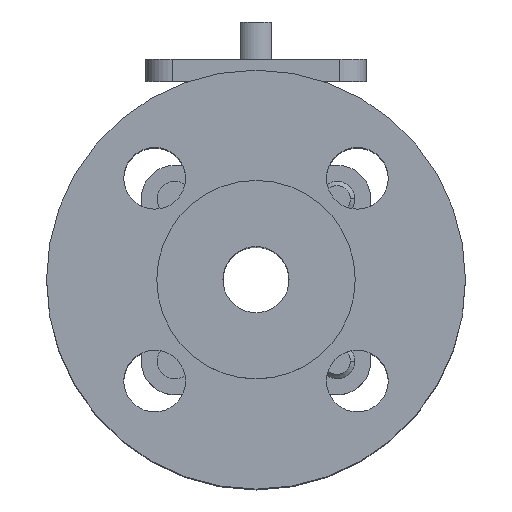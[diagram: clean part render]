
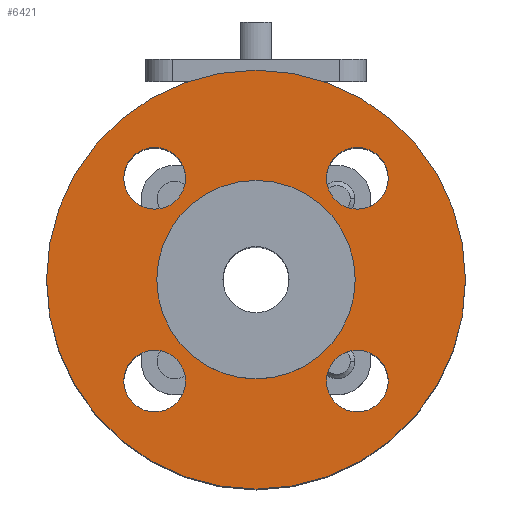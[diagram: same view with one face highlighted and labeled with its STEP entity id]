
A CAD part, top view. The second image highlights one B-rep face of the part: STEP entity #6421.
In plain terms, the highlighted planar face has unit normal (0, 0, 1).
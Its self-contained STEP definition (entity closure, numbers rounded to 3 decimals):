
#44 = CIRCLE ( 'NONE', #2038, 7. ) ;
#68 = AXIS2_PLACEMENT_3D ( 'NONE', #11283, #4664, #12395 ) ;
#168 = AXIS2_PLACEMENT_3D ( 'NONE', #10711, #4121, #11845 ) ;
#333 = FACE_OUTER_BOUND ( 'NONE', #11743, .T. ) ;
#439 = DIRECTION ( 'NONE',  ( 1., 0., 0. ) ) ;
#662 = FACE_BOUND ( 'NONE', #8115, .T. ) ;
#874 = CARTESIAN_POINT ( 'NONE',  ( 15.981, 22.981, 47. ) ) ;
#1013 = FACE_BOUND ( 'NONE', #12785, .T. ) ;
#1217 = ORIENTED_EDGE ( 'NONE', *, *, #7941, .F. ) ;
#1361 = CARTESIAN_POINT ( 'NONE',  ( 22.5, 0., 47. ) ) ;
#1500 = EDGE_CURVE ( 'NONE', #13048, #6029, #10084, .T. ) ;
#1506 = CARTESIAN_POINT ( 'NONE',  ( 29.981, -22.981, 47. ) ) ;
#1534 = EDGE_CURVE ( 'NONE', #4508, #12812, #3846, .T. ) ;
#1754 = CARTESIAN_POINT ( 'NONE',  ( 22.981, -22.981, 47. ) ) ;
#1986 = ORIENTED_EDGE ( 'NONE', *, *, #1500, .F. ) ;
#2030 = CIRCLE ( 'NONE', #68, 7. ) ;
#2033 = DIRECTION ( 'NONE',  ( 0., 0., 1. ) ) ;
#2038 = AXIS2_PLACEMENT_3D ( 'NONE', #10655, #4058, #11770 ) ;
#2058 = CIRCLE ( 'NONE', #11073, 47.5 ) ;
#2865 = DIRECTION ( 'NONE',  ( 1., 0., 0. ) ) ;
#2909 = ORIENTED_EDGE ( 'NONE', *, *, #8361, .F. ) ;
#3016 = DIRECTION ( 'NONE',  ( 0., 0., -1. ) ) ;
#3096 = CARTESIAN_POINT ( 'NONE',  ( -15.981, -22.981, 47. ) ) ;
#3097 = EDGE_CURVE ( 'NONE', #5784, #3486, #7301, .T. ) ;
#3271 = FACE_BOUND ( 'NONE', #4811, .T. ) ;
#3400 = DIRECTION ( 'NONE',  ( 0., 0., -1. ) ) ;
#3486 = VERTEX_POINT ( 'NONE', #3606 ) ;
#3500 = AXIS2_PLACEMENT_3D ( 'NONE', #10010, #3400, #11130 ) ;
#3606 = CARTESIAN_POINT ( 'NONE',  ( -29.981, -22.981, 47. ) ) ;
#3749 = AXIS2_PLACEMENT_3D ( 'NONE', #12531, #5893, #13659 ) ;
#3840 = CARTESIAN_POINT ( 'NONE',  ( -15.981, 22.981, 47. ) ) ;
#3846 = CIRCLE ( 'NONE', #9381, 7. ) ;
#3925 = EDGE_CURVE ( 'NONE', #6778, #6478, #5174, .T. ) ;
#3970 = CARTESIAN_POINT ( 'NONE',  ( -22.5, 0., 47. ) ) ;
#4058 = DIRECTION ( 'NONE',  ( 0., 0., 1. ) ) ;
#4121 = DIRECTION ( 'NONE',  ( 0., 0., -1. ) ) ;
#4293 = CIRCLE ( 'NONE', #13218, 7. ) ;
#4341 = EDGE_LOOP ( 'NONE', ( #11599, #8723 ) ) ;
#4508 = VERTEX_POINT ( 'NONE', #1506 ) ;
#4664 = DIRECTION ( 'NONE',  ( 0., 0., 1. ) ) ;
#4811 = EDGE_LOOP ( 'NONE', ( #9040, #6410 ) ) ;
#4975 = CARTESIAN_POINT ( 'NONE',  ( 0., 22.5, 47. ) ) ;
#5174 = CIRCLE ( 'NONE', #3749, 22.5 ) ;
#5208 = EDGE_CURVE ( 'NONE', #12812, #4508, #10862, .T. ) ;
#5280 = EDGE_CURVE ( 'NONE', #5698, #7693, #2058, .T. ) ;
#5698 = VERTEX_POINT ( 'NONE', #11697 ) ;
#5752 = EDGE_CURVE ( 'NONE', #6478, #6778, #8976, .T. ) ;
#5784 = VERTEX_POINT ( 'NONE', #3096 ) ;
#5893 = DIRECTION ( 'NONE',  ( 0., 0., -1. ) ) ;
#6014 = CARTESIAN_POINT ( 'NONE',  ( -22.981, -22.981, 47. ) ) ;
#6029 = VERTEX_POINT ( 'NONE', #13402 ) ;
#6084 = DIRECTION ( 'NONE',  ( 1., 0., 0. ) ) ;
#6327 = CIRCLE ( 'NONE', #3500, 47.5 ) ;
#6349 = CARTESIAN_POINT ( 'NONE',  ( 47.5, 0., 47. ) ) ;
#6410 = ORIENTED_EDGE ( 'NONE', *, *, #7419, .F. ) ;
#6412 = AXIS2_PLACEMENT_3D ( 'NONE', #8662, #2033, #9758 ) ;
#6421 = ADVANCED_FACE ( 'NONE', ( #3271, #662, #1013, #12429, #12081, #333 ), #9392, .T. ) ;
#6478 = VERTEX_POINT ( 'NONE', #3970 ) ;
#6541 = AXIS2_PLACEMENT_3D ( 'NONE', #4975, #12724, #6084 ) ;
#6557 = CARTESIAN_POINT ( 'NONE',  ( 22.981, -22.981, 47. ) ) ;
#6778 = VERTEX_POINT ( 'NONE', #1361 ) ;
#7068 = DIRECTION ( 'NONE',  ( 0., 0., 1. ) ) ;
#7152 = DIRECTION ( 'NONE',  ( 1., 0., 0. ) ) ;
#7301 = CIRCLE ( 'NONE', #11250, 7. ) ;
#7419 = EDGE_CURVE ( 'NONE', #3486, #5784, #4293, .T. ) ;
#7608 = AXIS2_PLACEMENT_3D ( 'NONE', #13696, #7068, #439 ) ;
#7685 = DIRECTION ( 'NONE',  ( 1., 0., 0. ) ) ;
#7693 = VERTEX_POINT ( 'NONE', #6349 ) ;
#7941 = EDGE_CURVE ( 'NONE', #6029, #13048, #2030, .T. ) ;
#8115 = EDGE_LOOP ( 'NONE', ( #12163, #12385 ) ) ;
#8361 = EDGE_CURVE ( 'NONE', #7693, #5698, #6327, .T. ) ;
#8662 = CARTESIAN_POINT ( 'NONE',  ( -22.981, 22.981, 47. ) ) ;
#8723 = ORIENTED_EDGE ( 'NONE', *, *, #3925, .T. ) ;
#8801 = CARTESIAN_POINT ( 'NONE',  ( 29.981, 22.981, 47. ) ) ;
#8867 = AXIS2_PLACEMENT_3D ( 'NONE', #1754, #9494, #2865 ) ;
#8888 = VERTEX_POINT ( 'NONE', #8801 ) ;
#8976 = CIRCLE ( 'NONE', #168, 22.5 ) ;
#9040 = ORIENTED_EDGE ( 'NONE', *, *, #3097, .F. ) ;
#9381 = AXIS2_PLACEMENT_3D ( 'NONE', #6557, #14349, #7685 ) ;
#9392 = PLANE ( 'NONE',  #6541 ) ;
#9494 = DIRECTION ( 'NONE',  ( 0., 0., 1. ) ) ;
#9624 = ORIENTED_EDGE ( 'NONE', *, *, #12633, .F. ) ;
#9640 = CARTESIAN_POINT ( 'NONE',  ( 0., 0., 47. ) ) ;
#9659 = CARTESIAN_POINT ( 'NONE',  ( 15.981, -22.981, 47. ) ) ;
#9735 = DIRECTION ( 'NONE',  ( 1., 0., 0. ) ) ;
#9758 = DIRECTION ( 'NONE',  ( 1., 0., 0. ) ) ;
#9785 = DIRECTION ( 'NONE',  ( 0., 0., 1. ) ) ;
#10010 = CARTESIAN_POINT ( 'NONE',  ( 0., 0., 47. ) ) ;
#10084 = CIRCLE ( 'NONE', #6412, 7. ) ;
#10655 = CARTESIAN_POINT ( 'NONE',  ( 22.981, 22.981, 47. ) ) ;
#10711 = CARTESIAN_POINT ( 'NONE',  ( 0., 0., 47. ) ) ;
#10729 = DIRECTION ( 'NONE',  ( -1., 0., 0. ) ) ;
#10862 = CIRCLE ( 'NONE', #8867, 7. ) ;
#11073 = AXIS2_PLACEMENT_3D ( 'NONE', #9640, #3016, #10729 ) ;
#11130 = DIRECTION ( 'NONE',  ( -1., 0., 0. ) ) ;
#11250 = AXIS2_PLACEMENT_3D ( 'NONE', #11379, #9785, #9735 ) ;
#11283 = CARTESIAN_POINT ( 'NONE',  ( -22.981, 22.981, 47. ) ) ;
#11352 = EDGE_CURVE ( 'NONE', #8888, #14079, #44, .T. ) ;
#11379 = CARTESIAN_POINT ( 'NONE',  ( -22.981, -22.981, 47. ) ) ;
#11599 = ORIENTED_EDGE ( 'NONE', *, *, #5752, .T. ) ;
#11697 = CARTESIAN_POINT ( 'NONE',  ( -47.5, 0., 47. ) ) ;
#11743 = EDGE_LOOP ( 'NONE', ( #13688, #2909 ) ) ;
#11770 = DIRECTION ( 'NONE',  ( 1., 0., 0. ) ) ;
#11845 = DIRECTION ( 'NONE',  ( -1., 0., 0. ) ) ;
#12081 = FACE_BOUND ( 'NONE', #4341, .T. ) ;
#12163 = ORIENTED_EDGE ( 'NONE', *, *, #1534, .F. ) ;
#12385 = ORIENTED_EDGE ( 'NONE', *, *, #5208, .F. ) ;
#12395 = DIRECTION ( 'NONE',  ( 1., 0., 0. ) ) ;
#12429 = FACE_BOUND ( 'NONE', #14337, .T. ) ;
#12531 = CARTESIAN_POINT ( 'NONE',  ( 0., 0., 47. ) ) ;
#12633 = EDGE_CURVE ( 'NONE', #14079, #8888, #13708, .T. ) ;
#12724 = DIRECTION ( 'NONE',  ( 0., 0., 1. ) ) ;
#12785 = EDGE_LOOP ( 'NONE', ( #13232, #9624 ) ) ;
#12812 = VERTEX_POINT ( 'NONE', #9659 ) ;
#13048 = VERTEX_POINT ( 'NONE', #3840 ) ;
#13218 = AXIS2_PLACEMENT_3D ( 'NONE', #6014, #13793, #7152 ) ;
#13232 = ORIENTED_EDGE ( 'NONE', *, *, #11352, .F. ) ;
#13402 = CARTESIAN_POINT ( 'NONE',  ( -29.981, 22.981, 47. ) ) ;
#13659 = DIRECTION ( 'NONE',  ( -1., 0., 0. ) ) ;
#13688 = ORIENTED_EDGE ( 'NONE', *, *, #5280, .F. ) ;
#13696 = CARTESIAN_POINT ( 'NONE',  ( 22.981, 22.981, 47. ) ) ;
#13708 = CIRCLE ( 'NONE', #7608, 7. ) ;
#13793 = DIRECTION ( 'NONE',  ( 0., 0., 1. ) ) ;
#14079 = VERTEX_POINT ( 'NONE', #874 ) ;
#14337 = EDGE_LOOP ( 'NONE', ( #1986, #1217 ) ) ;
#14349 = DIRECTION ( 'NONE',  ( 0., 0., 1. ) ) ;
